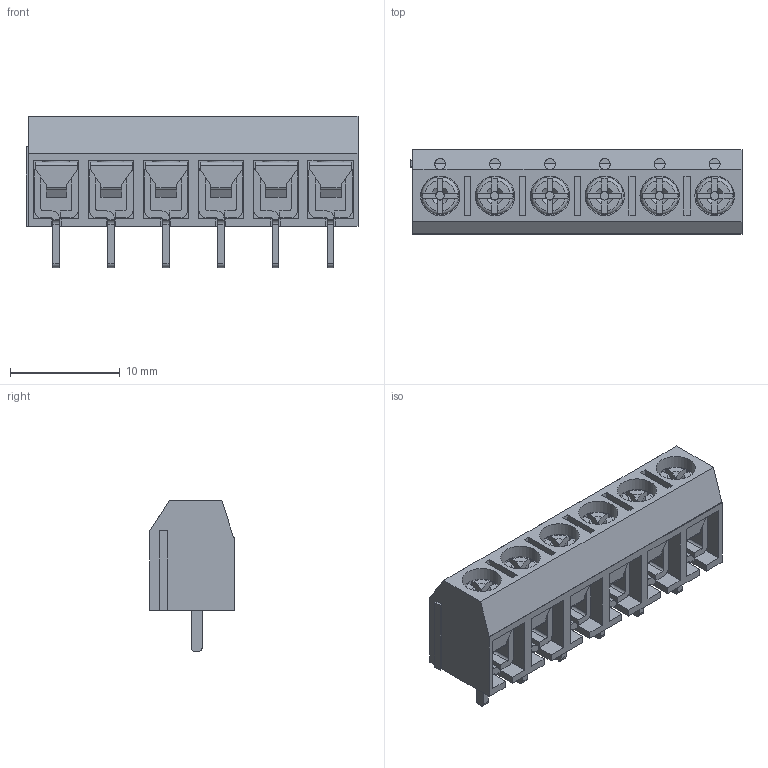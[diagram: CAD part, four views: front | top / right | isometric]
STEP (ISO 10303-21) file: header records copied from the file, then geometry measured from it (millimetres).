
FILE_DESCRIPTION(('FreeCAD Model'),'2;1');
FILE_NAME('Open CASCADE Shape Model','2024-06-28T10:56:10',(''),(''), 'Open CASCADE STEP processor 7.6','FreeCAD','Unknown');
FILE_SCHEMA(('AUTOMOTIVE_DESIGN { 1 0 10303 214 1 1 1 1 }'));
Length unit declared in the file: millimetre
Products named in the file (23): KLS2-360-5.00-6P-2S; Frame; Screws; Body001; Body002; Body003; Body004; Body005; Body006; Plates; Plate001; Plate002; Plate003; Plate004; Plate005; Plate006; Contacts; Contact001; Contact002; Contact003; Contact004; Contact005; Contact006
Assembly tree (22 placements, depth 3):
  KLS2-360-5.00-6P-2S
    Frame
    Screws
      Body001
      Body002
      Body003
      Body004
      Body005
      Body006
    Plates
      Plate001
      Plate002
      Plate003
      Plate004
      Plate005
      Plate006
    Contacts
      Contact001
      Contact002
      Contact003
      Contact004
      Contact005
      Contact006
Bounding box: 30.25 x 7.68 x 13.79 mm (x, y, z)
Volume: 1414.1 mm3; surface area: 4003.5 mm2
Topology: 19 solids, 19 shells, 701 faces, 1912 edges, 1266 vertices
Faces by surface type: plane 466, cylinder 180, cone 30, torus 18, bspline 7
Full cylindrical faces by diameter (mm): 0.772 x6, 1 x6, 1.8 x6, 2 x6, 2.4 x6, 2.6 x6, 3.4 x6, 3.6 x6
Entity records: 24360 total; most frequent: CARTESIAN_POINT 5651, ORIENTED_EDGE 3824, DIRECTION 3802, EDGE_CURVE 1912, AXIS2_PLACEMENT_3D 1269, VERTEX_POINT 1266, LINE 1264, VECTOR 1264
